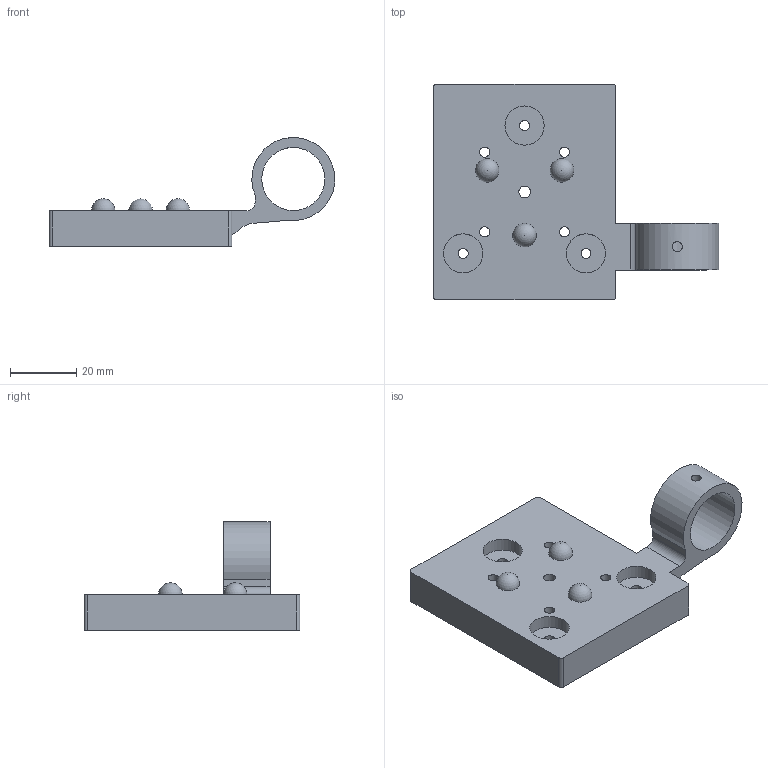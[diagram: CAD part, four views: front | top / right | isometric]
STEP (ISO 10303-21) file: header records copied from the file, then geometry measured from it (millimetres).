
FILE_DESCRIPTION(/* description */ (''),/* implementation_level */ '2;1');
FILE_NAME(/* name */ 'adapter.step',/* time_stamp */ '2025-05-11T21:36:59-04:00',/* author */ (''),/* organization */ (''),/* preprocessor_version */ 'ST-DEVELOPER v20.1',/* originating_system */ 'Autodesk Translation Framework v14.4.0.0',/* authorisation */ '');
FILE_SCHEMA (('AUTOMOTIVE_DESIGN { 1 0 10303 214 3 1 1 }'));
Length unit declared in the file: millimetre
Products named in the file (3): Extruder Mount; X Carriage; Component13
Assembly tree (2 placements, depth 3):
  Extruder Mount
    X Carriage
      Component13
Bounding box: 85.98 x 65 x 32.8 mm (x, y, z)
Volume: 40792.9 mm3; surface area: 13497 mm2
Topology: 1 solids, 1 shells, 37 faces, 98 edges, 66 vertices
Faces by surface type: cylinder 20, plane 14, sphere 3
Full cylindrical faces by diameter (mm): 3 x4, 3.05 x4, 3.5 x1, 11.8 x3, 19 x1
Entity records: 1352 total; most frequent: CARTESIAN_POINT 272, DIRECTION 219, ORIENTED_EDGE 190, EDGE_CURVE 95, AXIS2_PLACEMENT_3D 86, VERTEX_POINT 66, EDGE_LOOP 63, LINE 47
